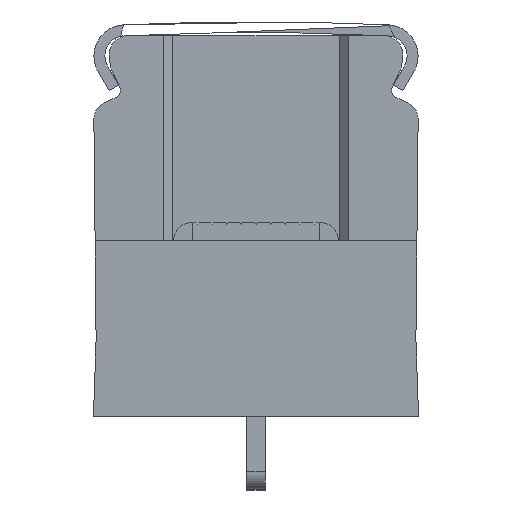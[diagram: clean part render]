
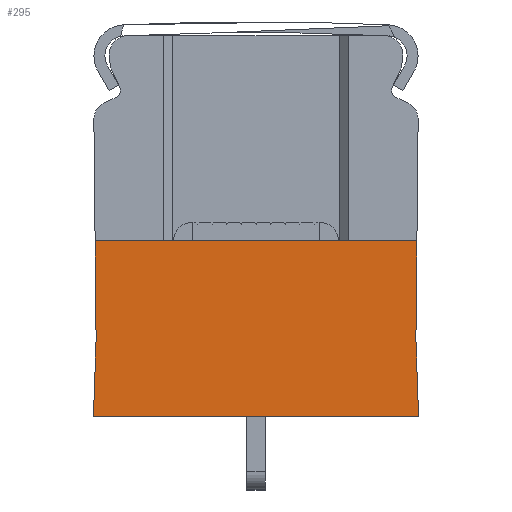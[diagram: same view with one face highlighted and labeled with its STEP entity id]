
A CAD part, left-side view. The second image highlights one B-rep face of the part: STEP entity #295.
In plain terms, the highlighted planar face has unit normal (-1, 0, 0).
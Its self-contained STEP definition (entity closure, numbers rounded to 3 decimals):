
#295 = ADVANCED_FACE( '', ( #1783 ), #1784, .F. );
#1783 = FACE_OUTER_BOUND( '', #4510, .T. );
#1784 = PLANE( '', #4511 );
#4510 = EDGE_LOOP( '', ( #9212, #9213, #9214, #9215, #9216, #9217 ) );
#4511 = AXIS2_PLACEMENT_3D( '', #9218, #9219, #9220 );
#9212 = ORIENTED_EDGE( '', *, *, #18147, .F. );
#9213 = ORIENTED_EDGE( '', *, *, #17139, .F. );
#9214 = ORIENTED_EDGE( '', *, *, #17963, .F. );
#9215 = ORIENTED_EDGE( '', *, *, #17950, .F. );
#9216 = ORIENTED_EDGE( '', *, *, #18004, .F. );
#9217 = ORIENTED_EDGE( '', *, *, #18148, .F. );
#9218 = CARTESIAN_POINT( '', ( -60., -7., 19.8 ) );
#9219 = DIRECTION( '', ( 1., 0., 0. ) );
#9220 = DIRECTION( '', ( 0., 1., 0. ) );
#17139 = EDGE_CURVE( '', #20634, #20635, #20636, .T. );
#17950 = EDGE_CURVE( '', #22086, #22088, #22089, .T. );
#17963 = EDGE_CURVE( '', #22088, #20634, #22112, .T. );
#18004 = EDGE_CURVE( '', #22187, #22086, #22189, .T. );
#18147 = EDGE_CURVE( '', #20635, #22436, #22437, .T. );
#18148 = EDGE_CURVE( '', #22436, #22187, #22438, .T. );
#20634 = VERTEX_POINT( '', #26475 );
#20635 = VERTEX_POINT( '', #26476 );
#20636 = LINE( '', #26477, #26478 );
#22086 = VERTEX_POINT( '', #28866 );
#22088 = VERTEX_POINT( '', #28869 );
#22089 = LINE( '', #28870, #28871 );
#22112 = LINE( '', #28906, #28907 );
#22187 = VERTEX_POINT( '', #29021 );
#22189 = LINE( '', #29024, #29025 );
#22436 = VERTEX_POINT( '', #29390 );
#22437 = LINE( '', #29391, #29392 );
#22438 = LINE( '', #29393, #29394 );
#26475 = CARTESIAN_POINT( '', ( -60., 8.728, 4.2 ) );
#26476 = CARTESIAN_POINT( '', ( -60., 8.783, 9.6 ) );
#26477 = CARTESIAN_POINT( '', ( -60., 8.728, 4.2 ) );
#26478 = VECTOR( '', #35732, 1000. );
#28866 = CARTESIAN_POINT( '', ( -60., -8.875, 0. ) );
#28869 = CARTESIAN_POINT( '', ( -60., 8.875, 0. ) );
#28870 = CARTESIAN_POINT( '', ( -60., -8.875, 0. ) );
#28871 = VECTOR( '', #36810, 1000. );
#28906 = CARTESIAN_POINT( '', ( -60., 8.875, 0. ) );
#28907 = VECTOR( '', #36823, 1000. );
#29021 = CARTESIAN_POINT( '', ( -60., -8.728, 4.2 ) );
#29024 = CARTESIAN_POINT( '', ( -60., -8.728, 4.2 ) );
#29025 = VECTOR( '', #36864, 1000. );
#29390 = CARTESIAN_POINT( '', ( -60., -8.783, 9.6 ) );
#29391 = CARTESIAN_POINT( '', ( -60., -7., 9.6 ) );
#29392 = VECTOR( '', #37055, 1000. );
#29393 = CARTESIAN_POINT( '', ( -60., -8.85, 16.223 ) );
#29394 = VECTOR( '', #37056, 1000. );
#35732 = DIRECTION( '', ( 0., 0.01, 1. ) );
#36810 = DIRECTION( '', ( 0., 1., 0. ) );
#36823 = DIRECTION( '', ( 0., -0.035, 0.999 ) );
#36864 = DIRECTION( '', ( 0., -0.035, -0.999 ) );
#37055 = DIRECTION( '', ( 0., -1., 0. ) );
#37056 = DIRECTION( '', ( 0., 0.01, -1. ) );
